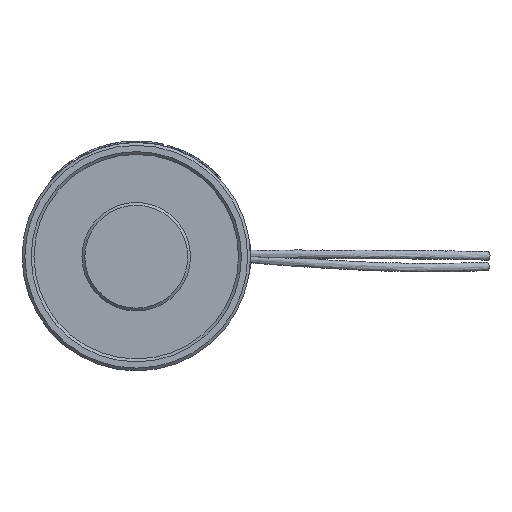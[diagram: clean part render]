
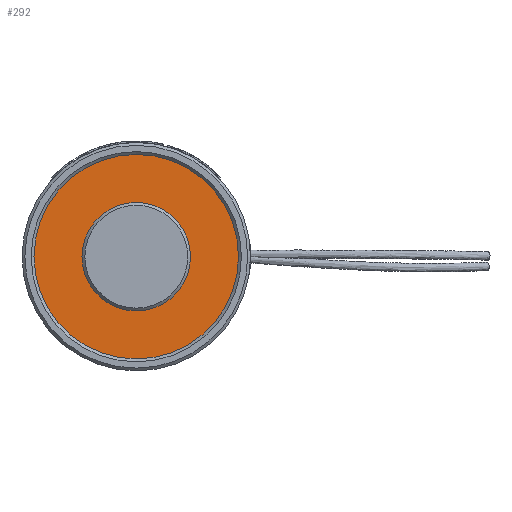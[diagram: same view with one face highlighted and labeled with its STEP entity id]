
A CAD part, front view. The second image highlights one B-rep face of the part: STEP entity #292.
In plain terms, the highlighted planar face has unit normal (0, -1, 0).
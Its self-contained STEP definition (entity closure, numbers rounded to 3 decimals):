
#292 = ADVANCED_FACE( '', ( #697, #698 ), #699, .F. );
#697 = FACE_BOUND( '', #1701, .T. );
#698 = FACE_OUTER_BOUND( '', #1702, .T. );
#699 = PLANE( '', #1703 );
#1701 = EDGE_LOOP( '', ( #3937 ) );
#1702 = EDGE_LOOP( '', ( #3938 ) );
#1703 = AXIS2_PLACEMENT_3D( '', #3939, #3940, #3941 );
#3937 = ORIENTED_EDGE( '', *, *, #5213, .T. );
#3938 = ORIENTED_EDGE( '', *, *, #5214, .F. );
#3939 = CARTESIAN_POINT( '', ( 0., -41.2, 0. ) );
#3940 = DIRECTION( '', ( 0., 1., 0. ) );
#3941 = DIRECTION( '', ( 0., 0., 1. ) );
#5213 = EDGE_CURVE( '', #5848, #5848, #5849, .T. );
#5214 = EDGE_CURVE( '', #5850, #5850, #5851, .T. );
#5848 = VERTEX_POINT( '', #7124 );
#5849 = CIRCLE( '', #7125, 9.5 );
#5850 = VERTEX_POINT( '', #7126 );
#5851 = CIRCLE( '', #7127, 17.9 );
#7124 = CARTESIAN_POINT( '', ( 9.5, -41.2, 0. ) );
#7125 = AXIS2_PLACEMENT_3D( '', #9443, #9444, #9445 );
#7126 = CARTESIAN_POINT( '', ( 17.9, -41.2, 0. ) );
#7127 = AXIS2_PLACEMENT_3D( '', #9446, #9447, #9448 );
#9443 = CARTESIAN_POINT( '', ( 0., -41.2, 0. ) );
#9444 = DIRECTION( '', ( 0., 1., 0. ) );
#9445 = DIRECTION( '', ( 1., 0., 0. ) );
#9446 = CARTESIAN_POINT( '', ( 0., -41.2, 0. ) );
#9447 = DIRECTION( '', ( 0., 1., 0. ) );
#9448 = DIRECTION( '', ( 1., 0., 0. ) );
